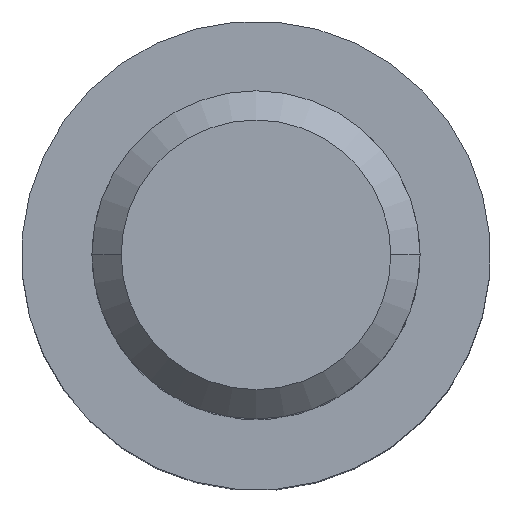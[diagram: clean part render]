
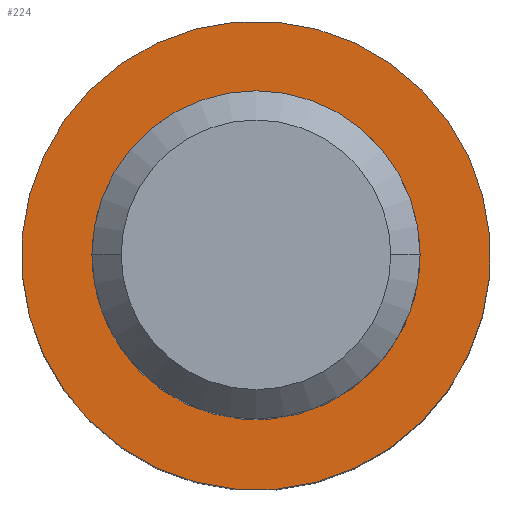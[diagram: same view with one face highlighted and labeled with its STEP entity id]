
A CAD part, top view. The second image highlights one B-rep face of the part: STEP entity #224.
In plain terms, the highlighted planar face has unit normal (0, 0, 1).
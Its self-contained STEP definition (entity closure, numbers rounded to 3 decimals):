
#17 = CARTESIAN_POINT ( 'NONE',  ( 0., 0., 8. ) ) ;
#22 = VERTEX_POINT ( 'NONE', #227 ) ;
#25 = CARTESIAN_POINT ( 'NONE',  ( 0., 0., 8. ) ) ;
#30 = CARTESIAN_POINT ( 'NONE',  ( 2.8, 0., 8. ) ) ;
#37 = EDGE_CURVE ( 'NONE', #281, #22, #568, .T. ) ;
#76 = DIRECTION ( 'NONE',  ( 0., 0., 1. ) ) ;
#88 = CARTESIAN_POINT ( 'NONE',  ( 0., 0., 8. ) ) ;
#95 = CARTESIAN_POINT ( 'NONE',  ( 4., 0., 8. ) ) ;
#144 = AXIS2_PLACEMENT_3D ( 'NONE', #411, #622, #618 ) ;
#194 = AXIS2_PLACEMENT_3D ( 'NONE', #527, #465, #263 ) ;
#221 = DIRECTION ( 'NONE',  ( 0., 0., 1. ) ) ;
#224 = ADVANCED_FACE ( 'NONE', ( #402, #361 ), #304, .T. ) ;
#227 = CARTESIAN_POINT ( 'NONE',  ( -2.8, 0., 8. ) ) ;
#231 = VERTEX_POINT ( 'NONE', #290 ) ;
#263 = DIRECTION ( 'NONE',  ( 1., 0., 0. ) ) ;
#281 = VERTEX_POINT ( 'NONE', #30 ) ;
#286 = EDGE_LOOP ( 'NONE', ( #429, #542 ) ) ;
#290 = CARTESIAN_POINT ( 'NONE',  ( -4., 0., 8. ) ) ;
#304 = PLANE ( 'NONE',  #332 ) ;
#308 = DIRECTION ( 'NONE',  ( 0., 0., 1. ) ) ;
#317 = CIRCLE ( 'NONE', #194, 2.8 ) ;
#326 = CIRCLE ( 'NONE', #144, 4. ) ;
#332 = AXIS2_PLACEMENT_3D ( 'NONE', #25, #76, #499 ) ;
#335 = ORIENTED_EDGE ( 'NONE', *, *, #37, .F. ) ;
#338 = VERTEX_POINT ( 'NONE', #95 ) ;
#361 = FACE_BOUND ( 'NONE', #587, .T. ) ;
#402 = FACE_OUTER_BOUND ( 'NONE', #286, .T. ) ;
#411 = CARTESIAN_POINT ( 'NONE',  ( 0., 0., 8. ) ) ;
#429 = ORIENTED_EDGE ( 'NONE', *, *, #606, .T. ) ;
#465 = DIRECTION ( 'NONE',  ( 0., 0., 1. ) ) ;
#475 = EDGE_CURVE ( 'NONE', #22, #281, #317, .T. ) ;
#482 = AXIS2_PLACEMENT_3D ( 'NONE', #17, #221, #484 ) ;
#484 = DIRECTION ( 'NONE',  ( 1., 0., 0. ) ) ;
#499 = DIRECTION ( 'NONE',  ( 1., 0., 0. ) ) ;
#527 = CARTESIAN_POINT ( 'NONE',  ( 0., 0., 8. ) ) ;
#528 = ORIENTED_EDGE ( 'NONE', *, *, #475, .F. ) ;
#529 = CIRCLE ( 'NONE', #645, 4. ) ;
#542 = ORIENTED_EDGE ( 'NONE', *, *, #654, .T. ) ;
#568 = CIRCLE ( 'NONE', #482, 2.8 ) ;
#572 = DIRECTION ( 'NONE',  ( 1., 0., 0. ) ) ;
#587 = EDGE_LOOP ( 'NONE', ( #528, #335 ) ) ;
#606 = EDGE_CURVE ( 'NONE', #231, #338, #326, .T. ) ;
#618 = DIRECTION ( 'NONE',  ( 1., 0., 0. ) ) ;
#622 = DIRECTION ( 'NONE',  ( 0., 0., 1. ) ) ;
#645 = AXIS2_PLACEMENT_3D ( 'NONE', #88, #308, #572 ) ;
#654 = EDGE_CURVE ( 'NONE', #338, #231, #529, .T. ) ;
